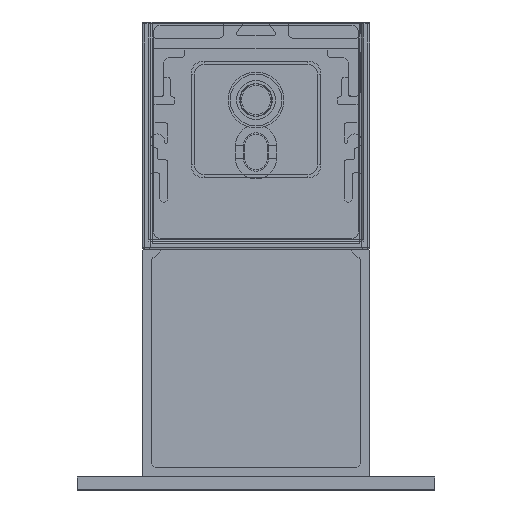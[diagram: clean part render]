
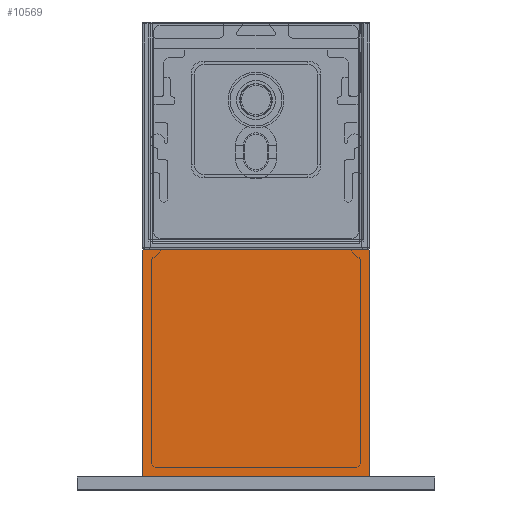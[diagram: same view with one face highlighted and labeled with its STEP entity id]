
A CAD part, front view. The second image highlights one B-rep face of the part: STEP entity #10569.
In plain terms, the highlighted planar face has unit normal (0, -1, 0).
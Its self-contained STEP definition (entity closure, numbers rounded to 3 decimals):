
#362=PLANE('',#11817);
#1178=LINE('',#19294,#2041);
#1184=LINE('',#19315,#2047);
#1188=LINE('',#19326,#2051);
#1189=LINE('',#19328,#2052);
#2041=VECTOR('',#15009,10.);
#2047=VECTOR('',#15029,10.);
#2051=VECTOR('',#15043,10.);
#2052=VECTOR('',#15046,10.);
#2677=FACE_OUTER_BOUND('',#3312,.T.);
#3312=EDGE_LOOP('',(#9548,#9549,#9550,#9551,#9552,#9553,#9554,#9555));
#3887=CIRCLE('',#11801,0.3);
#3892=CIRCLE('',#11809,0.3);
#3893=CIRCLE('',#11812,0.3);
#3894=CIRCLE('',#11814,0.3);
#4969=VERTEX_POINT('',#19281);
#4970=VERTEX_POINT('',#19282);
#4974=VERTEX_POINT('',#19292);
#4980=VERTEX_POINT('',#19308);
#4981=VERTEX_POINT('',#19309);
#4982=VERTEX_POINT('',#19314);
#4983=VERTEX_POINT('',#19318);
#4984=VERTEX_POINT('',#19322);
#6494=EDGE_CURVE('',#4969,#4970,#3887,.T.);
#6500=EDGE_CURVE('',#4969,#4974,#1178,.T.);
#6507=EDGE_CURVE('',#4980,#4981,#3892,.T.);
#6510=EDGE_CURVE('',#4982,#4981,#1184,.T.);
#6512=EDGE_CURVE('',#4982,#4983,#3893,.T.);
#6514=EDGE_CURVE('',#4984,#4974,#3894,.T.);
#6516=EDGE_CURVE('',#4984,#4983,#1188,.T.);
#6517=EDGE_CURVE('',#4980,#4970,#1189,.T.);
#9548=ORIENTED_EDGE('',*,*,#6494,.F.);
#9549=ORIENTED_EDGE('',*,*,#6500,.T.);
#9550=ORIENTED_EDGE('',*,*,#6514,.F.);
#9551=ORIENTED_EDGE('',*,*,#6516,.T.);
#9552=ORIENTED_EDGE('',*,*,#6512,.F.);
#9553=ORIENTED_EDGE('',*,*,#6510,.T.);
#9554=ORIENTED_EDGE('',*,*,#6507,.F.);
#9555=ORIENTED_EDGE('',*,*,#6517,.T.);
#10569=ADVANCED_FACE('',(#2677),#362,.T.);
#11801=AXIS2_PLACEMENT_3D('',#19283,#14999,#15000);
#11809=AXIS2_PLACEMENT_3D('',#19310,#15023,#15024);
#11812=AXIS2_PLACEMENT_3D('',#19319,#15033,#15034);
#11814=AXIS2_PLACEMENT_3D('',#19323,#15038,#15039);
#11817=AXIS2_PLACEMENT_3D('',#19329,#15047,#15048);
#14999=DIRECTION('center_axis',(0.,1.,0.));
#15000=DIRECTION('ref_axis',(-0.707,0.,-0.707));
#15009=DIRECTION('',(1.,0.,0.));
#15023=DIRECTION('center_axis',(0.,1.,0.));
#15024=DIRECTION('ref_axis',(-0.707,0.,0.707));
#15029=DIRECTION('',(-1.,0.,0.));
#15033=DIRECTION('center_axis',(0.,1.,0.));
#15034=DIRECTION('ref_axis',(0.707,0.,0.707));
#15038=DIRECTION('center_axis',(0.,1.,0.));
#15039=DIRECTION('ref_axis',(0.707,0.,-0.707));
#15043=DIRECTION('',(0.,0.,1.));
#15046=DIRECTION('',(0.,0.,-1.));
#15047=DIRECTION('center_axis',(0.,-1.,0.));
#15048=DIRECTION('ref_axis',(0.,0.,
-1.));
#19281=CARTESIAN_POINT('',(-17.2,-567.75,-70.));
#19282=CARTESIAN_POINT('',(-17.5,-567.75,-69.7));
#19283=CARTESIAN_POINT('Origin',(-17.2,-567.75,-69.7));
#19292=CARTESIAN_POINT('',(17.2,-567.75,-70.));
#19294=CARTESIAN_POINT('',(17.5,-567.75,-70.));
#19308=CARTESIAN_POINT('',(-17.5,-567.75,-35.3));
#19309=CARTESIAN_POINT('',(-17.2,-567.75,-35.));
#19310=CARTESIAN_POINT('Origin',(-17.2,-567.75,-35.3));
#19314=CARTESIAN_POINT('',(17.2,-567.75,-35.));
#19315=CARTESIAN_POINT('',(-17.5,-567.75,-35.));
#19318=CARTESIAN_POINT('',(17.5,-567.75,-35.3));
#19319=CARTESIAN_POINT('Origin',(17.2,-567.75,-35.3));
#19322=CARTESIAN_POINT('',(17.5,-567.75,-69.7));
#19323=CARTESIAN_POINT('Origin',(17.2,-567.75,-69.7));
#19326=CARTESIAN_POINT('',(17.5,-567.75,-35.));
#19328=CARTESIAN_POINT('',(-17.5,-567.75,-70.));
#19329=CARTESIAN_POINT('Origin',(0.,-567.75,
-52.5));
